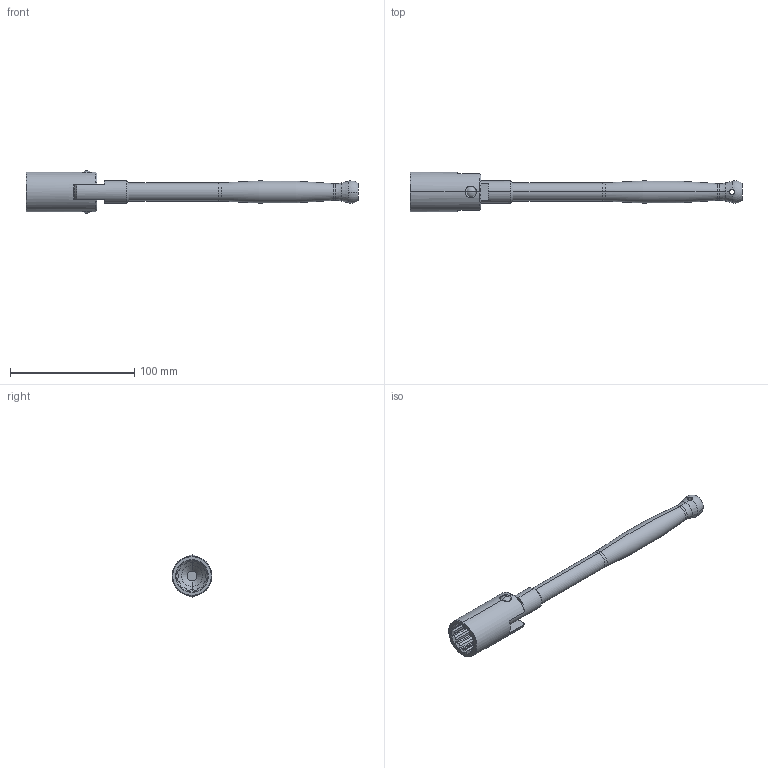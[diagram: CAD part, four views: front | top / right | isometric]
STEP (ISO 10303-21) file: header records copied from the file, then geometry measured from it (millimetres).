
FILE_DESCRIPTION (( 'STEP AP203' ), '1' );
FILE_NAME ('T25120.STEP', '2018-07-18T11:11:15', ( '' ), ( '' ), 'SwSTEP 2.0', 'SolidWorks 2016', '' );
FILE_SCHEMA (( 'CONFIG_CONTROL_DESIGN' ));
Length unit declared in the file: millimetre
Products named in the file (3): T25120-2; T25120-1; T25120
Assembly tree (2 placements, depth 2):
  T25120
    T25120-1
    T25120-2
Bounding box: 267 x 32 x 34 mm (x, y, z)
Volume: 71164.9 mm3; surface area: 23355.4 mm2
Topology: 3 solids, 3 shells, 141 faces, 378 edges, 237 vertices
Faces by surface type: cylinder 55, plane 36, cone 22, torus 18, sphere 6, bspline 4
Entity records: 7831 total; most frequent: CARTESIAN_POINT 4181, ORIENTED_EDGE 746, DIRECTION 661, EDGE_CURVE 373, AXIS2_PLACEMENT_3D 273, VERTEX_POINT 234, EDGE_LOOP 147, ADVANCED_FACE 141
